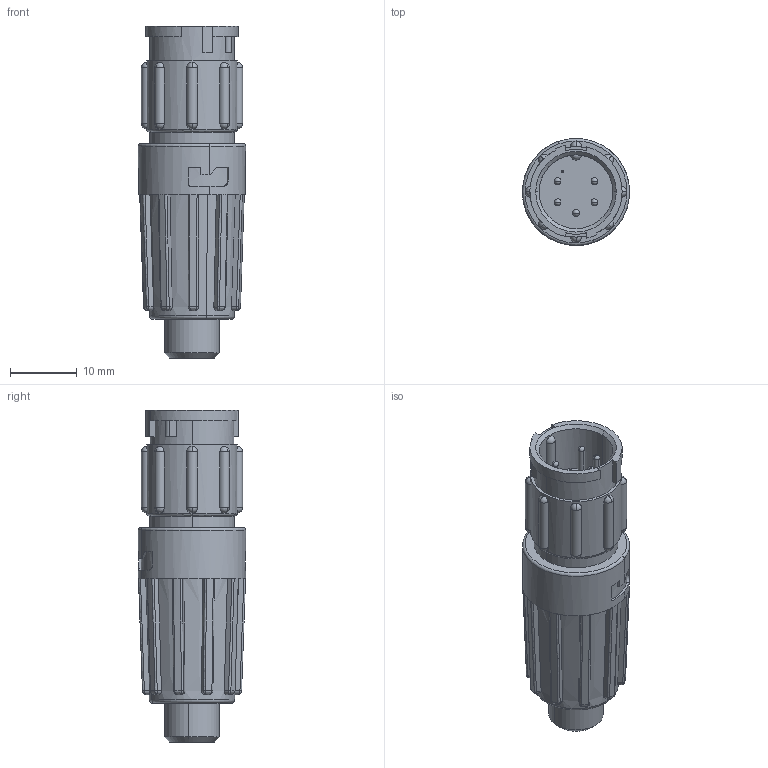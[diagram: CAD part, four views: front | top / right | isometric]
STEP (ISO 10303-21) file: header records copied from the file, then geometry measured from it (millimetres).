
FILE_DESCRIPTION (( 'STEP AP203' ), '1' );
FILE_NAME ('8280-5PG-522.STEP', '2013-11-06T19:30:57', ( 'J0FPBF1' ), ( '' ), 'SwSTEP 2.0', 'SolidWorks 2012', '' );
FILE_SCHEMA (( 'CONFIG_CONTROL_DESIGN' ));
Length unit declared in the file: inch
Products named in the file (1): 8280-5PG-522
Bounding box: 16 x 16 x 49.61 mm (x, y, z)
Volume: 6139.2 mm3; surface area: 3452.1 mm2
Topology: 1 solids, 1 shells, 285 faces, 794 edges, 470 vertices
Faces by surface type: bspline 80, plane 79, cylinder 69, sphere 44, torus 7, cone 6
Entity records: 15727 total; most frequent: CARTESIAN_POINT 9477, ORIENTED_EDGE 1420, DIRECTION 1106, EDGE_CURVE 710, AXIS2_PLACEMENT_3D 441, VERTEX_POINT 438, EDGE_LOOP 296, FACE_OUTER_BOUND 285
